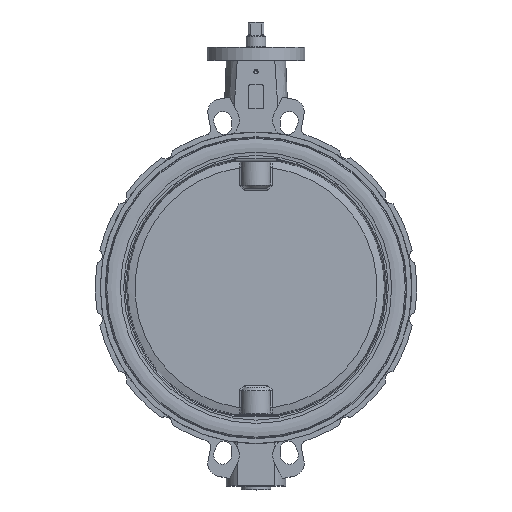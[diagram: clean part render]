
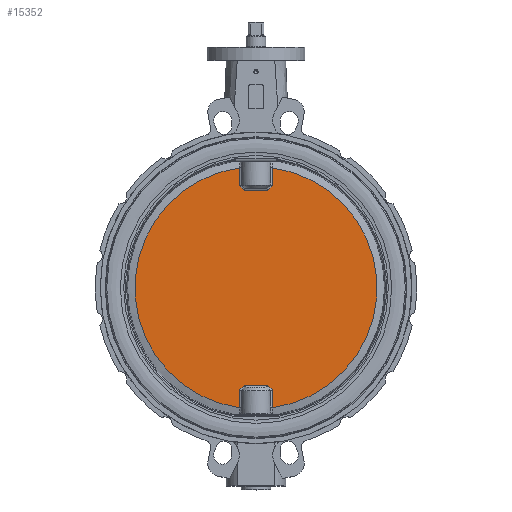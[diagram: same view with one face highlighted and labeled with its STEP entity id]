
A CAD part, top view. The second image highlights one B-rep face of the part: STEP entity #15352.
In plain terms, the highlighted planar face has unit normal (0, 0, 1).
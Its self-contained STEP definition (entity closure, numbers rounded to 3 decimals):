
#336=B_SPLINE_CURVE_WITH_KNOTS('',3,(#27476,#27477,#27478,#27479),
 .UNSPECIFIED.,.F.,.F.,(4,4),(9.29,10.267),
 .UNSPECIFIED.);
#337=B_SPLINE_CURVE_WITH_KNOTS('',3,(#27483,#27484,#27485,#27486),
 .UNSPECIFIED.,.F.,.F.,(4,4),(4.05,5.032),
 .UNSPECIFIED.);
#338=B_SPLINE_CURVE_WITH_KNOTS('',3,(#27491,#27492,#27493,#27494),
 .UNSPECIFIED.,.F.,.F.,(4,4),(9.29,10.267),
 .UNSPECIFIED.);
#339=B_SPLINE_CURVE_WITH_KNOTS('',3,(#27497,#27498,#27499,#27500),
 .UNSPECIFIED.,.F.,.F.,(4,4),(4.05,5.032),
 .UNSPECIFIED.);
#1713=LINE('',#27470,#2753);
#1714=LINE('',#27474,#2754);
#1715=LINE('',#27481,#2755);
#1716=LINE('',#27487,#2756);
#1717=LINE('',#27489,#2757);
#1718=LINE('',#27496,#2758);
#2753=VECTOR('',#19843,10.);
#2754=VECTOR('',#19846,10.);
#2755=VECTOR('',#19847,10.);
#2756=VECTOR('',#19848,10.);
#2757=VECTOR('',#19849,10.);
#2758=VECTOR('',#19850,10.);
#3225=PLANE('',#16535);
#4289=FACE_OUTER_BOUND('',#5355,.T.);
#5355=EDGE_LOOP('',(#13032,#13033,#13034,#13035,#13036,#13037,#13038,#13039,
#13040,#13041,#13042,#13043));
#5870=CIRCLE('',#16531,182.65);
#5872=CIRCLE('',#16536,182.65);
#7203=VERTEX_POINT('',#27456);
#7204=VERTEX_POINT('',#27458);
#7208=VERTEX_POINT('',#27468);
#7209=VERTEX_POINT('',#27469);
#7210=VERTEX_POINT('',#27471);
#7211=VERTEX_POINT('',#27473);
#7212=VERTEX_POINT('',#27475);
#7213=VERTEX_POINT('',#27480);
#7214=VERTEX_POINT('',#27482);
#7215=VERTEX_POINT('',#27488);
#7216=VERTEX_POINT('',#27490);
#7217=VERTEX_POINT('',#27495);
#9187=EDGE_CURVE('',#7203,#7204,#5870,.T.);
#9192=EDGE_CURVE('',#7208,#7209,#1713,.T.);
#9193=EDGE_CURVE('',#7210,#7208,#5872,.T.);
#9194=EDGE_CURVE('',#7211,#7210,#1714,.T.);
#9195=EDGE_CURVE('',#7212,#7211,#336,.T.);
#9196=EDGE_CURVE('',#7213,#7212,#1715,.T.);
#9197=EDGE_CURVE('',#7214,#7213,#337,.T.);
#9198=EDGE_CURVE('',#7204,#7214,#1716,.T.);
#9199=EDGE_CURVE('',#7215,#7203,#1717,.T.);
#9200=EDGE_CURVE('',#7216,#7215,#338,.T.);
#9201=EDGE_CURVE('',#7217,#7216,#1718,.T.);
#9202=EDGE_CURVE('',#7209,#7217,#339,.T.);
#13032=ORIENTED_EDGE('',*,*,#9192,.F.);
#13033=ORIENTED_EDGE('',*,*,#9193,.F.);
#13034=ORIENTED_EDGE('',*,*,#9194,.F.);
#13035=ORIENTED_EDGE('',*,*,#9195,.F.);
#13036=ORIENTED_EDGE('',*,*,#9196,.F.);
#13037=ORIENTED_EDGE('',*,*,#9197,.F.);
#13038=ORIENTED_EDGE('',*,*,#9198,.F.);
#13039=ORIENTED_EDGE('',*,*,#9187,.F.);
#13040=ORIENTED_EDGE('',*,*,#9199,.F.);
#13041=ORIENTED_EDGE('',*,*,#9200,.F.);
#13042=ORIENTED_EDGE('',*,*,#9201,.F.);
#13043=ORIENTED_EDGE('',*,*,#9202,.F.);
#15352=ADVANCED_FACE('',(#4289),#3225,.T.);
#16531=AXIS2_PLACEMENT_3D('',#27459,#19832,#19833);
#16535=AXIS2_PLACEMENT_3D('',#27467,#19841,#19842);
#16536=AXIS2_PLACEMENT_3D('',#27472,#19844,#19845);
#19832=DIRECTION('center_axis',(0.,0.,
-1.));
#19833=DIRECTION('ref_axis',(0.,-1.,0.));
#19841=DIRECTION('center_axis',(0.,0.,
1.));
#19842=DIRECTION('ref_axis',(1.,0.,0.));
#19843=DIRECTION('',(0.,-1.,0.));
#19844=DIRECTION('center_axis',(0.,0.,
-1.));
#19845=DIRECTION('ref_axis',(0.,-1.,0.));
#19846=DIRECTION('',(0.,-1.,0.));
#19847=DIRECTION('',(-1.,0.,0.));
#19848=DIRECTION('',(0.,1.,0.));
#19849=DIRECTION('',(0.,1.,0.));
#19850=DIRECTION('',(1.,0.,0.));
#27456=CARTESIAN_POINT('',(24.52,180.997,4.));
#27458=CARTESIAN_POINT('',(24.52,-180.997,4.));
#27459=CARTESIAN_POINT('Origin',(0.,0.,
4.));
#27467=CARTESIAN_POINT('Origin',(0.,97.325,4.));
#27468=CARTESIAN_POINT('',(-24.52,180.997,4.));
#27469=CARTESIAN_POINT('',(-24.52,153.807,4.));
#27470=CARTESIAN_POINT('',(-24.52,170.95,4.));
#27471=CARTESIAN_POINT('',(-24.52,-180.997,4.));
#27472=CARTESIAN_POINT('Origin',(0.,0.,
4.));
#27473=CARTESIAN_POINT('',(-24.52,-153.807,4.));
#27474=CARTESIAN_POINT('',(-24.52,-170.95,4.));
#27475=CARTESIAN_POINT('',(-17.386,-147.05,4.));
#27476=CARTESIAN_POINT('Ctrl Pts',(-17.386,-147.05,4.));
#27477=CARTESIAN_POINT('Ctrl Pts',(-19.814,-149.302,4.));
#27478=CARTESIAN_POINT('Ctrl Pts',(-22.171,-151.548,
4.));
#27479=CARTESIAN_POINT('Ctrl Pts',(-24.52,-153.807,
4.));
#27480=CARTESIAN_POINT('',(17.386,-147.05,4.));
#27481=CARTESIAN_POINT('',(5.625,-147.05,4.));
#27482=CARTESIAN_POINT('',(24.52,-153.807,4.));
#27483=CARTESIAN_POINT('Ctrl Pts',(24.52,-153.807,4.));
#27484=CARTESIAN_POINT('Ctrl Pts',(22.162,-151.539,4.));
#27485=CARTESIAN_POINT('Ctrl Pts',(19.792,-149.282,4.));
#27486=CARTESIAN_POINT('Ctrl Pts',(17.386,-147.05,4.));
#27487=CARTESIAN_POINT('',(24.52,-170.95,4.));
#27488=CARTESIAN_POINT('',(24.52,153.807,4.));
#27489=CARTESIAN_POINT('',(24.52,170.95,4.));
#27490=CARTESIAN_POINT('',(17.386,147.05,4.));
#27491=CARTESIAN_POINT('Ctrl Pts',(17.386,147.05,4.));
#27492=CARTESIAN_POINT('Ctrl Pts',(19.814,149.302,4.));
#27493=CARTESIAN_POINT('Ctrl Pts',(22.171,151.548,4.));
#27494=CARTESIAN_POINT('Ctrl Pts',(24.52,153.807,4.));
#27495=CARTESIAN_POINT('',(-17.386,147.05,4.));
#27496=CARTESIAN_POINT('',(5.625,147.05,4.));
#27497=CARTESIAN_POINT('Ctrl Pts',(-24.52,153.807,4.));
#27498=CARTESIAN_POINT('Ctrl Pts',(-22.162,151.539,4.));
#27499=CARTESIAN_POINT('Ctrl Pts',(-19.792,149.282,4.));
#27500=CARTESIAN_POINT('Ctrl Pts',(-17.386,147.05,4.));
